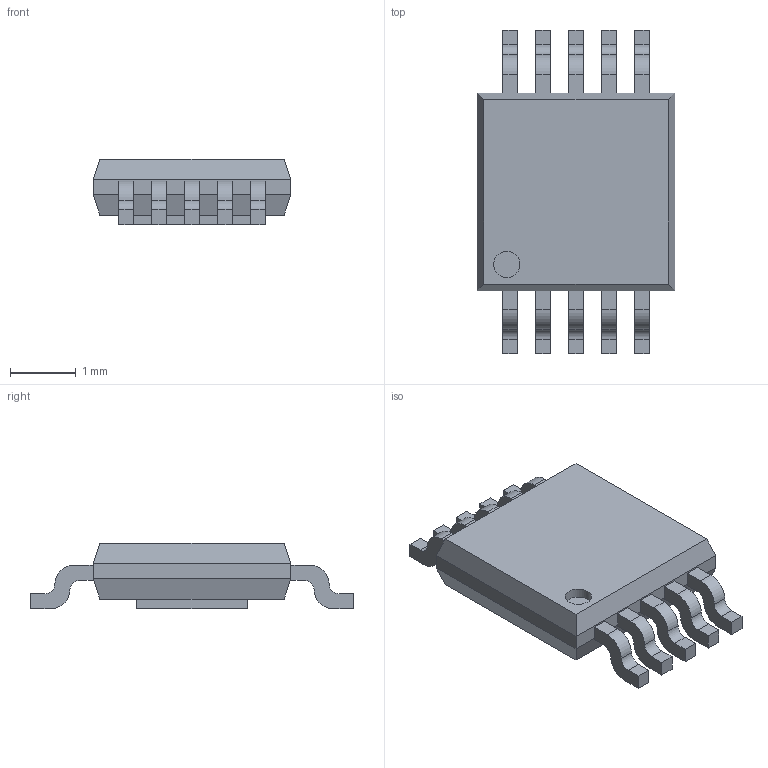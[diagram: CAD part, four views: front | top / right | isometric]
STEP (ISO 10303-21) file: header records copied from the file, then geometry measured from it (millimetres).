
FILE_DESCRIPTION(/* description */ (''),/* implementation_level */ '2;1');
FILE_NAME(/* name */ '5f4a9f8e2d7234127cb3488a',/* time_stamp */ '2020-08-29T18:33:51+00:00',/* author */ (''),/* organization */ (''),/* preprocessor_version */ 'ST-DEVELOPER v16.7',/* originating_system */ $,/* authorisation */ $);
FILE_SCHEMA (('AUTOMOTIVE_DESIGN {1 0 10303 214 3 1 1}'));
Length unit declared in the file: metre
Products named in the file (12): Pad; Pin6; Pin7; Pin8; Pin9; Pin10; Pin5; Pin4; Pin3; Pin2; Pin1; Body
Bounding box: 3 x 4.9 x 1 mm (x, y, z)
Volume: 8.6 mm3; surface area: 46.2 mm2
Topology: 12 solids, 12 shells, 142 faces, 343 edges, 226 vertices
Faces by surface type: plane 101, cylinder 41
Full cylindrical faces by diameter (mm): 0.4 x1
Entity records: 4441 total; most frequent: DIRECTION 732, CARTESIAN_POINT 722, ORIENTED_EDGE 684, EDGE_CURVE 342, LINE 260, VECTOR 260, AXIS2_PLACEMENT_3D 236, VERTEX_POINT 226
